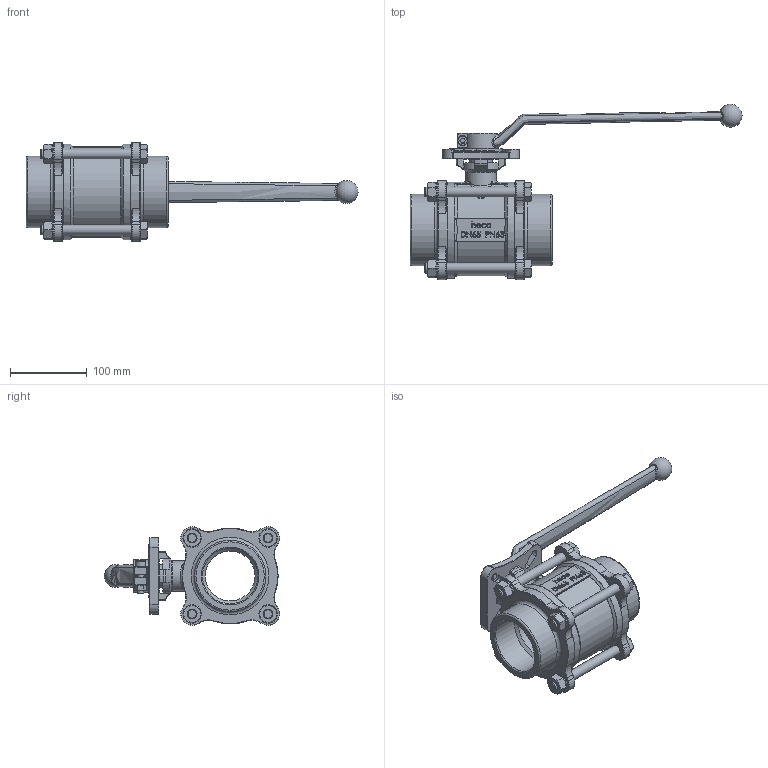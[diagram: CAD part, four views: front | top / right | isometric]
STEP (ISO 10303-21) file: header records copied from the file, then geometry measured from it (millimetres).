
FILE_DESCRIPTION (( 'STEP AP214' ), '1' );
FILE_NAME ('K3DA-212-0IG-4 Kugelhahn 3-teilig heco step214.STEP', '2013-03-04T15:15:37', ( 'test' ), ( '' ), 'SwSTEP 2.0', 'SolidWorks 2011', '' );
FILE_SCHEMA (( 'AUTOMOTIVE_DESIGN' ));
Length unit declared in the file: millimetre
Products named in the file (1): K3DA-212-0IG-4 Kugelhahn 3-teilig heco step214
Bounding box: 432.5 x 228.33 x 128.99 mm (x, y, z)
Volume: 1541520.9 mm3; surface area: 228824.4 mm2
Topology: 2 solids, 2 shells, 1306 faces, 3271 edges, 1997 vertices
Faces by surface type: plane 455, bspline 323, cylinder 263, torus 148, cone 94, sphere 23
Full cylindrical faces by diameter (mm): 8 x2, 11 x1, 12.7 x8, 13 x1, 14 x8, 24 x4, 30 x1, 40 x1, 43 x2, 48 x1, 65 x1, 72.22 x2, 93 x2, 124.98 x2, 125 x2
Entity records: 69611 total; most frequent: CARTESIAN_POINT 26850, ORIENTED_EDGE 6274, DIRECTION 5121, EDGE_CURVE 3137, VERTEX_POINT 1972, AXIS2_PLACEMENT_3D 1862, EDGE_LOOP 1475, VECTOR 1397
